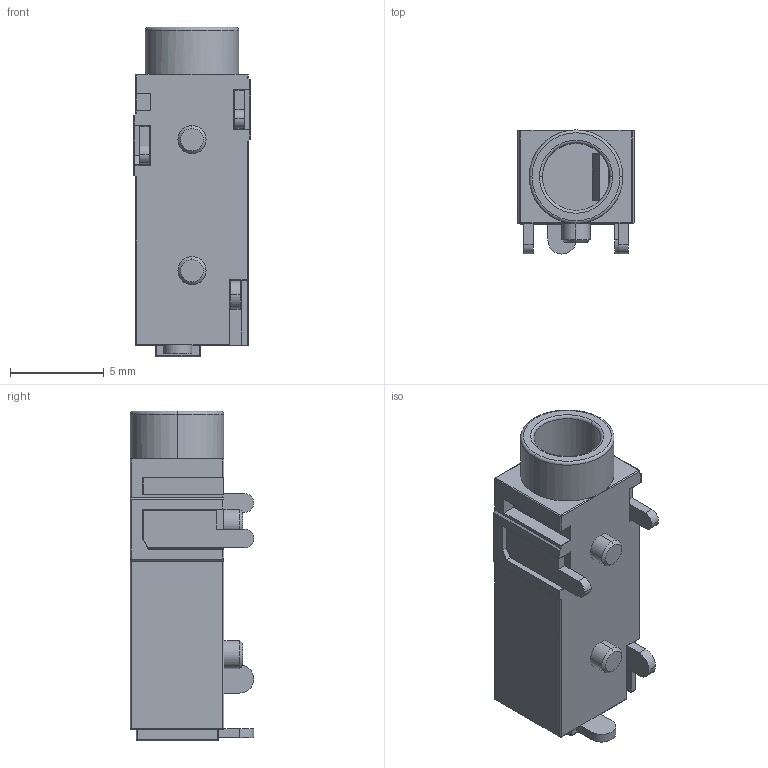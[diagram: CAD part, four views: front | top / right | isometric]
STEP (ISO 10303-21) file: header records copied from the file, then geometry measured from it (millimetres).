
FILE_DESCRIPTION (( 'STEP AP214' ), '1' );
FILE_NAME ('SJ3-35083B-TR.STEP', '2024-09-23T11:47:51', ( '' ), ( '' ), 'SwSTEP 2.0', 'SolidWorks 2016', '' );
FILE_SCHEMA (( 'AUTOMOTIVE_DESIGN' ));
Length unit declared in the file: millimetre
Products named in the file (1): SJ3-35083B-TR
Bounding box: 6.2 x 6.6 x 17.6 mm (x, y, z)
Volume: 335.1 mm3; surface area: 741.4 mm2
Topology: 2 solids, 2 shells, 194 faces, 467 edges, 265 vertices
Faces by surface type: cylinder 89, plane 70, torus 15, sphere 12, cone 4, bspline 4
Entity records: 5868 total; most frequent: CARTESIAN_POINT 1121, DIRECTION 928, ORIENTED_EDGE 902, EDGE_CURVE 451, AXIS2_PLACEMENT_3D 332, VERTEX_POINT 265, VECTOR 264, LINE 264
